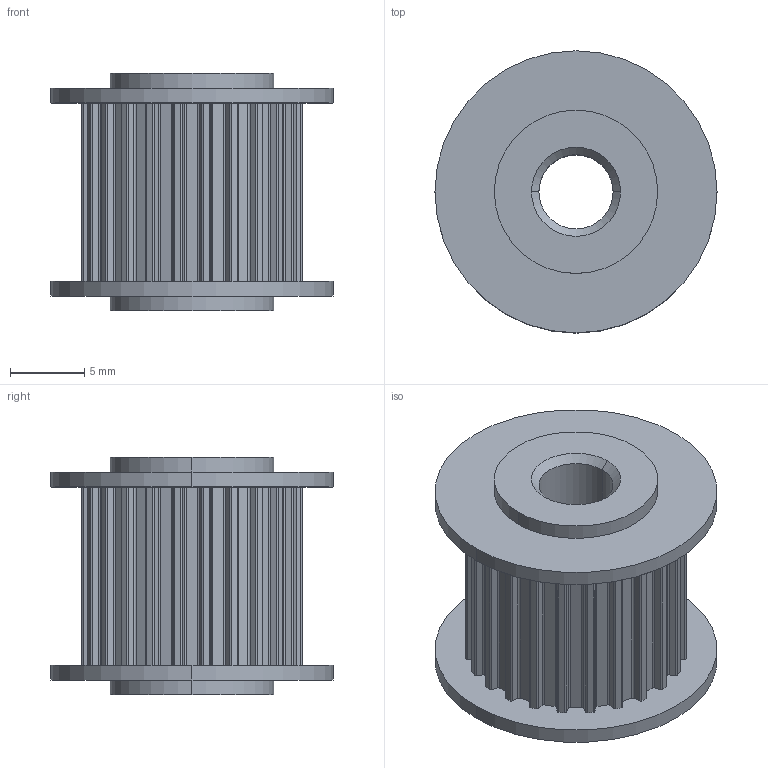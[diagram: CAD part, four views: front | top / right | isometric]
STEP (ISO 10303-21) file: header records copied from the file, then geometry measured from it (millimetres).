
FILE_DESCRIPTION (( 'STEP AP214' ), '1' );
FILE_NAME ('4333240000139.STEP', '2017-11-21T06:12:57', ( '13' ), ( '' ), 'SwSTEP 2.0', 'SolidWorks 2012', '' );
FILE_SCHEMA (( 'AUTOMOTIVE_DESIGN' ));
Length unit declared in the file: millimetre
Products named in the file (1): 4333240000139
Bounding box: 19 x 19 x 16 mm (x, y, z)
Volume: 2357.6 mm3; surface area: 1985.6 mm2
Topology: 1 solids, 1 shells, 214 faces, 618 edges, 410 vertices
Faces by surface type: cylinder 130, plane 78, cone 4, torus 2
Entity records: 7180 total; most frequent: DIRECTION 1316, CARTESIAN_POINT 1243, ORIENTED_EDGE 1236, EDGE_CURVE 618, AXIS2_PLACEMENT_3D 483, VERTEX_POINT 410, VECTOR 350, LINE 350
